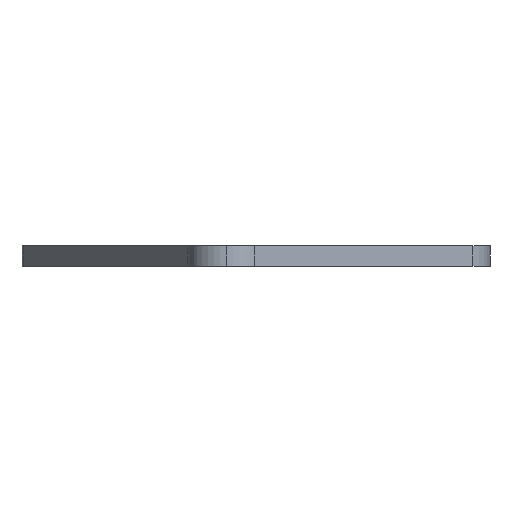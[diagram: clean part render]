
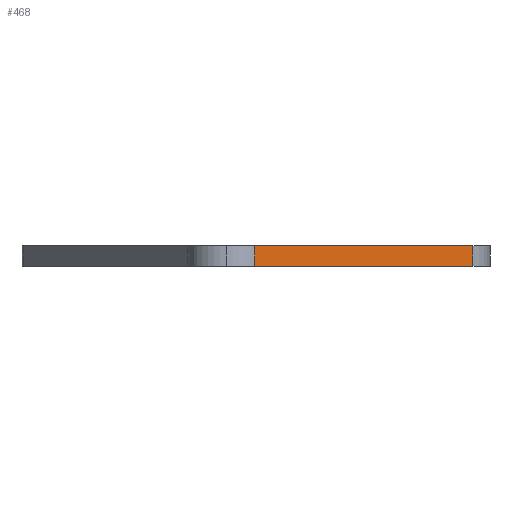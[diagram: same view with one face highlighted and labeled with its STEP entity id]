
A CAD part, left-side view. The second image highlights one B-rep face of the part: STEP entity #468.
In plain terms, the highlighted planar face has unit normal (-0.69, -0.724, 0).
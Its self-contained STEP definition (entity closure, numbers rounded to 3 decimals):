
#39 = LINE ( 'NONE', #649, #396 ) ;
#62 = ORIENTED_EDGE ( 'NONE', *, *, #386, .F. ) ;
#97 = ORIENTED_EDGE ( 'NONE', *, *, #602, .T. ) ;
#165 = DIRECTION ( 'NONE',  ( 0.724, -0.69, 0. ) ) ;
#186 = VECTOR ( 'NONE', #440, 1000. ) ;
#189 = CARTESIAN_POINT ( 'NONE',  ( -142.27, -59.603, 5. ) ) ;
#203 = EDGE_LOOP ( 'NONE', ( #97, #62, #918, #317 ) ) ;
#233 = CARTESIAN_POINT ( 'NONE',  ( -197.551, -6.867, 5. ) ) ;
#250 = AXIS2_PLACEMENT_3D ( 'NONE', #753, #835, #974 ) ;
#266 = LINE ( 'NONE', #572, #972 ) ;
#267 = LINE ( 'NONE', #937, #186 ) ;
#278 = VERTEX_POINT ( 'NONE', #189 ) ;
#317 = ORIENTED_EDGE ( 'NONE', *, *, #875, .T. ) ;
#386 = EDGE_CURVE ( 'NONE', #278, #543, #39, .T. ) ;
#396 = VECTOR ( 'NONE', #801, 1000. ) ;
#440 = DIRECTION ( 'NONE',  ( 0., 0., -1. ) ) ;
#455 = PLANE ( 'NONE',  #250 ) ;
#460 = EDGE_CURVE ( 'NONE', #654, #278, #266, .T. ) ;
#468 = ADVANCED_FACE ( 'NONE', ( #743 ), #455, .F. ) ;
#485 = CARTESIAN_POINT ( 'NONE',  ( -197.551, -6.867, 0. ) ) ;
#543 = VERTEX_POINT ( 'NONE', #677 ) ;
#572 = CARTESIAN_POINT ( 'NONE',  ( -197.551, -6.867, 5. ) ) ;
#597 = DIRECTION ( 'NONE',  ( 0.724, -0.69, 0. ) ) ;
#602 = EDGE_CURVE ( 'NONE', #697, #543, #911, .T. ) ;
#649 = CARTESIAN_POINT ( 'NONE',  ( -142.27, -59.603, 5. ) ) ;
#654 = VERTEX_POINT ( 'NONE', #233 ) ;
#677 = CARTESIAN_POINT ( 'NONE',  ( -142.27, -59.603, 0. ) ) ;
#697 = VERTEX_POINT ( 'NONE', #779 ) ;
#743 = FACE_OUTER_BOUND ( 'NONE', #203, .T. ) ;
#747 = VECTOR ( 'NONE', #165, 1000. ) ;
#753 = CARTESIAN_POINT ( 'NONE',  ( -197.551, -6.867, 5. ) ) ;
#779 = CARTESIAN_POINT ( 'NONE',  ( -197.551, -6.867, 0. ) ) ;
#801 = DIRECTION ( 'NONE',  ( 0., 0., -1. ) ) ;
#835 = DIRECTION ( 'NONE',  ( 0.69, 0.724, 0. ) ) ;
#875 = EDGE_CURVE ( 'NONE', #654, #697, #267, .T. ) ;
#911 = LINE ( 'NONE', #485, #747 ) ;
#918 = ORIENTED_EDGE ( 'NONE', *, *, #460, .F. ) ;
#937 = CARTESIAN_POINT ( 'NONE',  ( -197.551, -6.867, 5. ) ) ;
#972 = VECTOR ( 'NONE', #597, 1000. ) ;
#974 = DIRECTION ( 'NONE',  ( -0.724, 0.69, 0. ) ) ;
